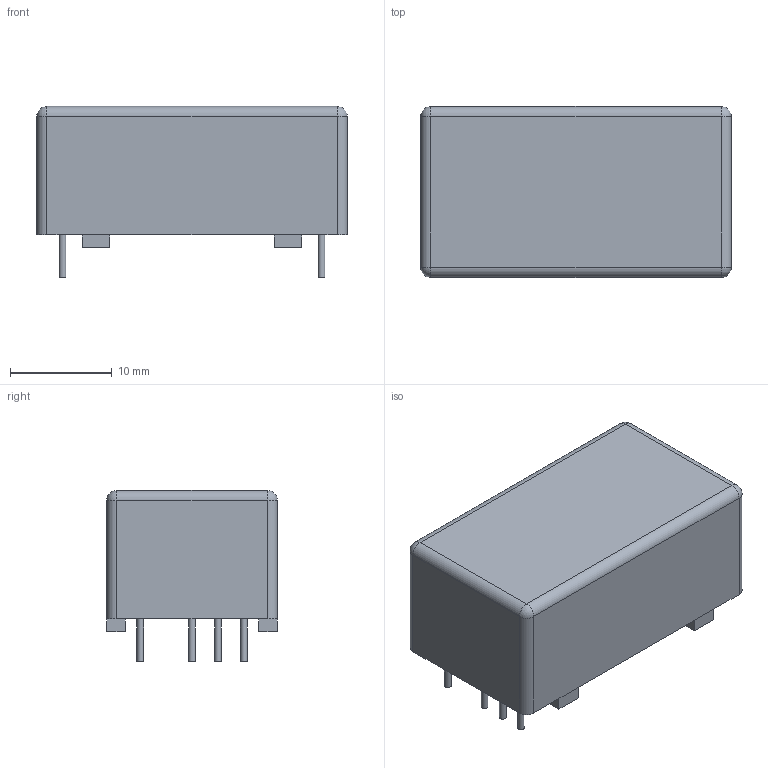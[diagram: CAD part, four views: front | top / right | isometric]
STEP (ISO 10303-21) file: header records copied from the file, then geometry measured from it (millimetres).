
FILE_DESCRIPTION(('FreeCAD Model'),'2;1');
FILE_NAME('Open CASCADE Shape Model','2023-09-01T23:13:15',( 'kicad StepUp'),('ksu MCAD'),'Open CASCADE STEP processor 7.6', 'FreeCAD','Unknown');
FILE_SCHEMA(('CONFIG_CONTROL_DESIGN','SHAPE_APPEARANCE_LAYER_MIM'));
Length unit declared in the file: millimetre
Products named in the file (1): Relay_TPST_COTO_3660
Bounding box: 30.48 x 16.76 x 16.79 mm (x, y, z)
Volume: 6444.6 mm3; surface area: 2264.6 mm2
Topology: 1 solids, 1 shells, 54 faces, 116 edges, 68 vertices
Faces by surface type: plane 34, cylinder 16, sphere 4
Full cylindrical faces by diameter (mm): 0.66 x8
Entity records: 1460 total; most frequent: DIRECTION 254, CARTESIAN_POINT 235, ORIENTED_EDGE 224, EDGE_CURVE 112, AXIS2_PLACEMENT_3D 87, LINE 80, VECTOR 80, VERTEX_POINT 68
